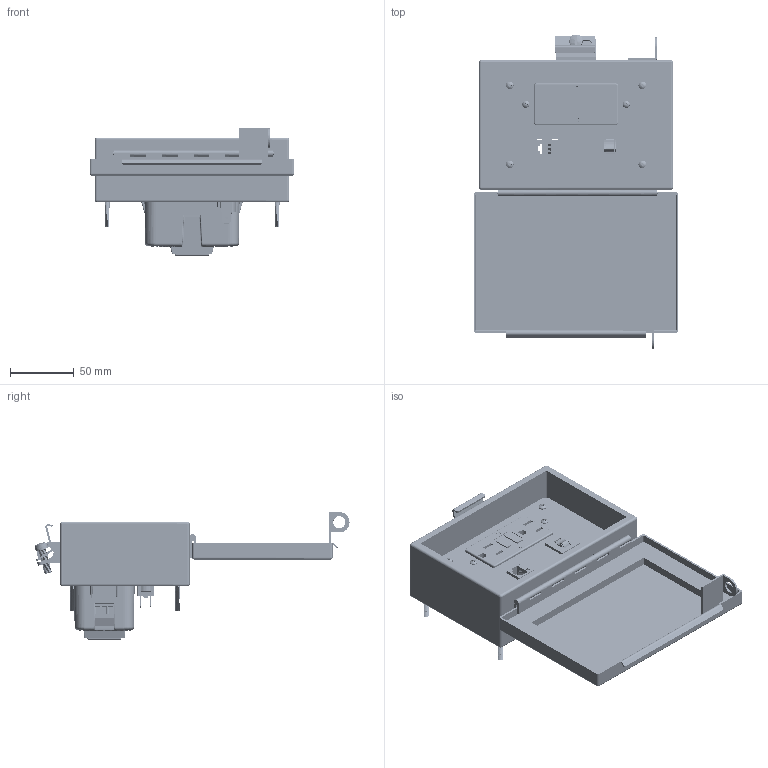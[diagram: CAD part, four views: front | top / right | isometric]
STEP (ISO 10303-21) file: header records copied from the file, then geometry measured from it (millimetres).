
FILE_DESCRIPTION (( 'STEP AP203' ), '1' );
FILE_NAME ('P-R2-M5RF15_3D.STEP', '2022-04-21T14:42:26', ( '' ), ( '' ), 'SwSTEP 2.0', 'SolidWorks 2021', '' );
FILE_SCHEMA (( 'CONFIG_CONTROL_DESIGN' ));
Length unit declared in the file: millimetre
Products named in the file (17): RF_WOE; 92005A124_METRIC PAN HEAD PHILLIPS MACHINE SCREW_92005A124; Z-200-OTLT-GFIH-15A_sheared; Z-H-M5_B; -M5; Z-120-RIOF-SHELL_WOE; CBX; R2; Z-CB-SM; P-R2-M5RF15_BP180_1; Z-000-4243316TFP; P-R2-M5RF15_TP060_1; Z-300-RJ45CAT5; Z-000-4-201_2PPHPLST_90380A110; Z-200-OTLT-RIOF-15A_WOE; P-R2-M5RF15_3D; P-R2-M5RF15_FP060_1
Assembly tree (21 placements, depth 4):
  P-R2-M5RF15_3D
    -M5
      Z-H-M5_B
    P-R2-M5RF15_BP180_1
    P-R2-M5RF15_FP060_1
    P-R2-M5RF15_TP060_1
    Z-000-4243316TFP  x2
    R2
      Z-300-RJ45CAT5
    CBX
      Z-CB-SM
    RF_WOE
      Z-200-OTLT-RIOF-15A_WOE
        Z-120-RIOF-SHELL_WOE
        Z-200-OTLT-GFIH-15A_sheared
    Z-000-4-201_2PPHPLST_90380A110  x2
    92005A124_METRIC PAN HEAD PHILLIPS MACHINE SCREW_92005A124  x4
Bounding box: 160.82 x 247.16 x 100.38 mm (x, y, z)
Volume: 345905.5 mm3; surface area: 274344.5 mm2
Topology: 35 solids, 41 shells, 5706 faces, 14987 edges, 9527 vertices
Faces by surface type: plane 2300, cylinder 1874, bspline 1224, cone 146, sphere 85, torus 77
Entity records: 259810 total; most frequent: CARTESIAN_POINT 148264, ORIENTED_EDGE 25800, DIRECTION 17982, EDGE_CURVE 12900, VERTEX_POINT 8157, VECTOR 7416, LINE 7416, EDGE_LOOP 5391
